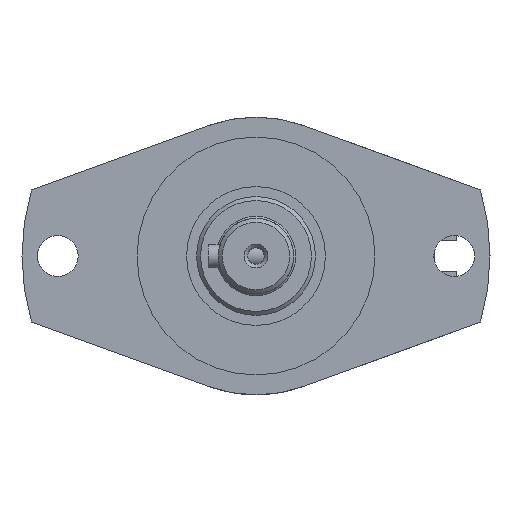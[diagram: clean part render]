
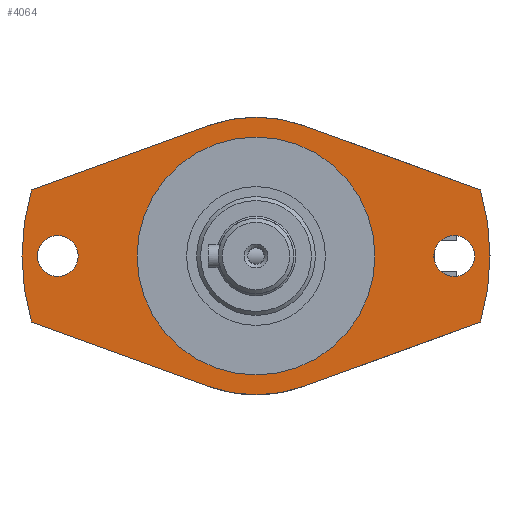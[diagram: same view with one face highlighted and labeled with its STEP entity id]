
A CAD part, left-side view. The second image highlights one B-rep face of the part: STEP entity #4064.
In plain terms, the highlighted planar face has unit normal (-1, 0, 0).
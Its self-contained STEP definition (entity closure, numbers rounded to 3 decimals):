
#86=FACE_BOUND('',#1021,.T.);
#87=FACE_BOUND('',#1022,.T.);
#88=FACE_BOUND('',#1023,.T.);
#294=CIRCLE('',#4360,35.);
#296=CIRCLE('',#4362,35.);
#298=CIRCLE('',#4365,5.15);
#300=CIRCLE('',#4368,5.15);
#303=CIRCLE('',#4377,59.);
#304=CIRCLE('',#4378,59.);
#305=CIRCLE('',#4379,30.);
#738=FACE_OUTER_BOUND('',#1020,.T.);
#1020=EDGE_LOOP('',(#3069,#3070,#3071,#3072,#3073,#3074,#3075,#3076));
#1021=EDGE_LOOP('',(#3077));
#1022=EDGE_LOOP('',(#3078));
#1023=EDGE_LOOP('',(#3079));
#1341=LINE('',#6115,#1649);
#1344=LINE('',#6121,#1652);
#1348=LINE('',#6128,#1656);
#1351=LINE('',#6134,#1659);
#1649=VECTOR('',#4977,47.497);
#1652=VECTOR('',#4982,47.497);
#1656=VECTOR('',#4988,47.497);
#1659=VECTOR('',#4993,47.497);
#1985=VERTEX_POINT('',#6087);
#1986=VERTEX_POINT('',#6089);
#1989=VERTEX_POINT('',#6095);
#1990=VERTEX_POINT('',#6097);
#1991=VERTEX_POINT('',#6102);
#1993=VERTEX_POINT('',#6107);
#1995=VERTEX_POINT('',#6112);
#1998=VERTEX_POINT('',#6120);
#2000=VERTEX_POINT('',#6126);
#2002=VERTEX_POINT('',#6131);
#2003=VERTEX_POINT('',#6140);
#2392=EDGE_CURVE('',#1986,#1985,#294,.T.);
#2396=EDGE_CURVE('',#1990,#1989,#296,.T.);
#2399=EDGE_CURVE('',#1991,#1991,#298,.T.);
#2401=EDGE_CURVE('',#1993,#1993,#300,.T.);
#2404=EDGE_CURVE('',#1989,#1995,#1341,.T.);
#2407=EDGE_CURVE('',#1998,#1986,#1344,.T.);
#2411=EDGE_CURVE('',#1985,#2000,#1348,.T.);
#2414=EDGE_CURVE('',#2002,#1990,#1351,.T.);
#2416=EDGE_CURVE('',#1998,#1995,#303,.T.);
#2417=EDGE_CURVE('',#2002,#2000,#304,.T.);
#2418=EDGE_CURVE('',#2003,#2003,#305,.T.);
#3069=ORIENTED_EDGE('',*,*,#2414,.T.);
#3070=ORIENTED_EDGE('',*,*,#2396,.T.);
#3071=ORIENTED_EDGE('',*,*,#2404,.T.);
#3072=ORIENTED_EDGE('',*,*,#2416,.F.);
#3073=ORIENTED_EDGE('',*,*,#2407,.T.);
#3074=ORIENTED_EDGE('',*,*,#2392,.T.);
#3075=ORIENTED_EDGE('',*,*,#2411,.T.);
#3076=ORIENTED_EDGE('',*,*,#2417,.F.);
#3077=ORIENTED_EDGE('',*,*,#2399,.T.);
#3078=ORIENTED_EDGE('',*,*,#2401,.T.);
#3079=ORIENTED_EDGE('',*,*,#2418,.T.);
#3883=PLANE('',#4376);
#4064=ADVANCED_FACE('',(#738,#86,#87,#88),#3883,.T.);
#4360=AXIS2_PLACEMENT_3D('',#6090,#4951,#4952);
#4362=AXIS2_PLACEMENT_3D('',#6098,#4957,#4958);
#4365=AXIS2_PLACEMENT_3D('',#6103,#4964,#4965);
#4368=AXIS2_PLACEMENT_3D('',#6108,#4970,#4971);
#4376=AXIS2_PLACEMENT_3D('',#6137,#4998,#4999);
#4377=AXIS2_PLACEMENT_3D('',#6138,#5000,#5001);
#4378=AXIS2_PLACEMENT_3D('',#6139,#5002,#5003);
#4379=AXIS2_PLACEMENT_3D('',#6141,#5004,#5005);
#4951=DIRECTION('center_axis',(-1.,0.,0.));
#4952=DIRECTION('ref_axis',(0.,0.342,-0.94));
#4957=DIRECTION('center_axis',(-1.,0.,0.));
#4958=DIRECTION('ref_axis',(0.,-0.342,0.94));
#4964=DIRECTION('center_axis',(1.,0.,0.));
#4965=DIRECTION('ref_axis',(0.,0.,
-1.));
#4970=DIRECTION('center_axis',(1.,0.,0.));
#4971=DIRECTION('ref_axis',(0.,0.,
-1.));
#4977=DIRECTION('',(0.,-0.94,0.342));
#4982=DIRECTION('',(0.,0.94,0.342));
#4988=DIRECTION('',(0.,0.94,-0.342));
#4993=DIRECTION('',(0.,-0.94,-0.342));
#4998=DIRECTION('center_axis',(-1.,0.,0.));
#4999=DIRECTION('ref_axis',(0.,0.,1.));
#5000=DIRECTION('center_axis',(1.,0.,0.));
#5001=DIRECTION('ref_axis',(0.,1.,0.));
#5002=DIRECTION('center_axis',(1.,0.,0.));
#5003=DIRECTION('ref_axis',(0.,1.,0.));
#5004=DIRECTION('center_axis',(1.,0.,0.));
#5005=DIRECTION('ref_axis',(0.,1.,0.));
#6087=CARTESIAN_POINT('',(47.,11.971,32.889));
#6089=CARTESIAN_POINT('',(47.,-11.971,32.889));
#6090=CARTESIAN_POINT('Origin',(47.,0.,0.));
#6095=CARTESIAN_POINT('',(47.,-11.971,-32.889));
#6097=CARTESIAN_POINT('',(47.,11.971,-32.889));
#6098=CARTESIAN_POINT('Origin',(47.,0.,0.));
#6102=CARTESIAN_POINT('',(47.,-50.,5.15));
#6103=CARTESIAN_POINT('Origin',(47.,-50.,0.));
#6107=CARTESIAN_POINT('',(47.,50.,5.15));
#6108=CARTESIAN_POINT('Origin',(47.,50.,0.));
#6112=CARTESIAN_POINT('',(47.,-56.604,-16.644));
#6115=CARTESIAN_POINT('',(47.,7.677,-40.04));
#6120=CARTESIAN_POINT('',(47.,-56.604,16.644));
#6121=CARTESIAN_POINT('',(47.,-37.505,23.596));
#6126=CARTESIAN_POINT('',(47.,56.604,16.644));
#6128=CARTESIAN_POINT('',(47.,31.618,25.738));
#6131=CARTESIAN_POINT('',(47.,56.604,-16.644));
#6134=CARTESIAN_POINT('',(47.,76.799,-9.294));
#6137=CARTESIAN_POINT('Origin',(47.,44.5,0.));
#6138=CARTESIAN_POINT('Origin',(47.,0.,0.));
#6139=CARTESIAN_POINT('Origin',(47.,0.,0.));
#6140=CARTESIAN_POINT('',(47.,30.,0.));
#6141=CARTESIAN_POINT('Origin',(47.,0.,0.));
